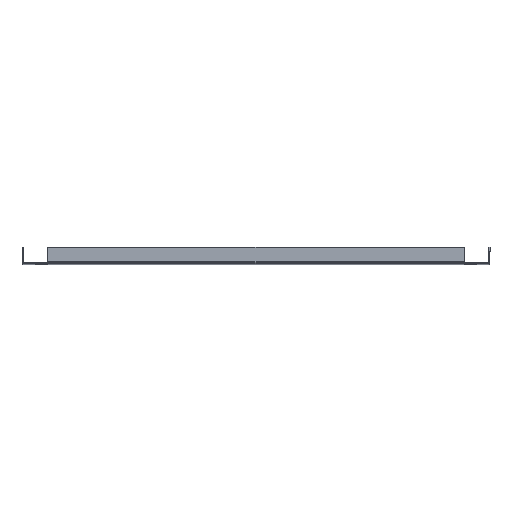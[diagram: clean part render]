
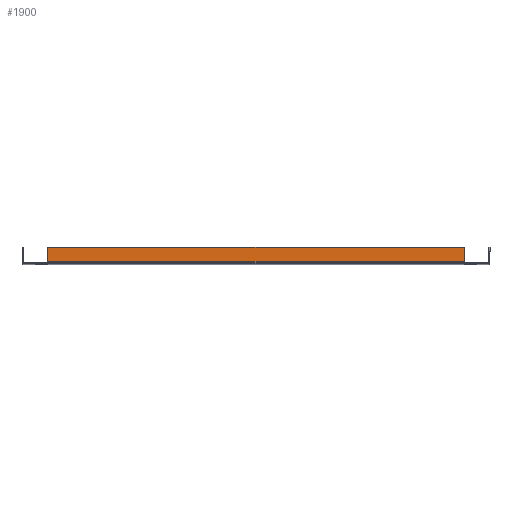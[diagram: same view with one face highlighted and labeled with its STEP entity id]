
A CAD part, top view. The second image highlights one B-rep face of the part: STEP entity #1900.
In plain terms, the highlighted planar face has unit normal (0, 0, 1).
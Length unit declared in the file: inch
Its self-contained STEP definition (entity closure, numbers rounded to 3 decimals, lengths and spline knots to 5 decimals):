
#69 = DIRECTION ( 'NONE',  ( 0., -1., 0. ) ) ;
#786 = LINE ( 'NONE', #1708, #2661 ) ;
#1023 = EDGE_CURVE ( 'NONE', #3568, #7575, #7288, .T. ) ;
#1135 = DIRECTION ( 'NONE',  ( 0., 0., 1. ) ) ;
#1219 = DIRECTION ( 'NONE',  ( 0., 1., 0. ) ) ;
#1708 = CARTESIAN_POINT ( 'NONE',  ( 9.342, 0., 16.5 ) ) ;
#1859 = CARTESIAN_POINT ( 'NONE',  ( -10.41392, 0.047, 16.5 ) ) ;
#1900 = ADVANCED_FACE ( 'NONE', ( #5380 ), #9830, .T. ) ;
#2061 = VERTEX_POINT ( 'NONE', #7094 ) ;
#2229 = VECTOR ( 'NONE', #9734, 39.37008 ) ;
#2486 = CARTESIAN_POINT ( 'NONE',  ( -9.342, 0.086, 16.5 ) ) ;
#2661 = VECTOR ( 'NONE', #69, 39.37008 ) ;
#2826 = ORIENTED_EDGE ( 'NONE', *, *, #1023, .F. ) ;
#3568 = VERTEX_POINT ( 'NONE', #2486 ) ;
#4362 = EDGE_LOOP ( 'NONE', ( #2826, #7305, #4366, #8077 ) ) ;
#4366 = ORIENTED_EDGE ( 'NONE', *, *, #5656, .F. ) ;
#4473 = CARTESIAN_POINT ( 'NONE',  ( -9.342, 0., 16.5 ) ) ;
#4982 = EDGE_CURVE ( 'NONE', #2061, #3568, #5910, .T. ) ;
#5013 = CARTESIAN_POINT ( 'NONE',  ( 9.342, 0.086, 16.5 ) ) ;
#5380 = FACE_OUTER_BOUND ( 'NONE', #4362, .T. ) ;
#5463 = CARTESIAN_POINT ( 'NONE',  ( 9.342, 0.75, 16.5 ) ) ;
#5656 = EDGE_CURVE ( 'NONE', #9756, #2061, #786, .T. ) ;
#5783 = VECTOR ( 'NONE', #1219, 39.37008 ) ;
#5910 = LINE ( 'NONE', #5013, #7546 ) ;
#6068 = AXIS2_PLACEMENT_3D ( 'NONE', #1859, #1135, #7507 ) ;
#6511 = DIRECTION ( 'NONE',  ( -1., 0., 0. ) ) ;
#7094 = CARTESIAN_POINT ( 'NONE',  ( 9.342, 0.086, 16.5 ) ) ;
#7288 = LINE ( 'NONE', #4473, #5783 ) ;
#7305 = ORIENTED_EDGE ( 'NONE', *, *, #4982, .F. ) ;
#7507 = DIRECTION ( 'NONE',  ( 0., -1., 0. ) ) ;
#7546 = VECTOR ( 'NONE', #6511, 39.37008 ) ;
#7575 = VERTEX_POINT ( 'NONE', #8100 ) ;
#8077 = ORIENTED_EDGE ( 'NONE', *, *, #9063, .T. ) ;
#8100 = CARTESIAN_POINT ( 'NONE',  ( -9.342, 0.75, 16.5 ) ) ;
#9041 = CARTESIAN_POINT ( 'NONE',  ( 10.5, 0.75, 16.5 ) ) ;
#9063 = EDGE_CURVE ( 'NONE', #9756, #7575, #9838, .T. ) ;
#9734 = DIRECTION ( 'NONE',  ( -1., 0., 0. ) ) ;
#9756 = VERTEX_POINT ( 'NONE', #5463 ) ;
#9830 = PLANE ( 'NONE',  #6068 ) ;
#9838 = LINE ( 'NONE', #9041, #2229 ) ;
